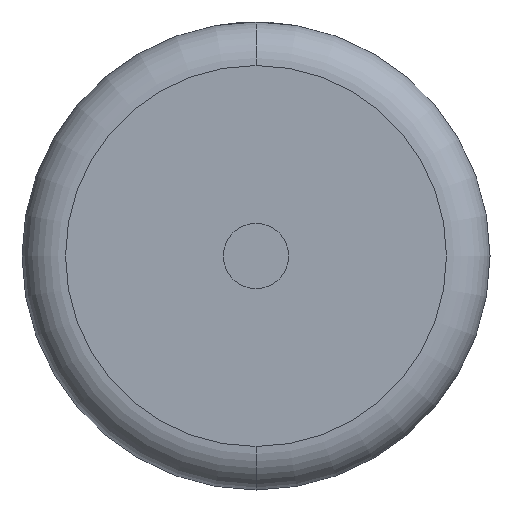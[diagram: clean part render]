
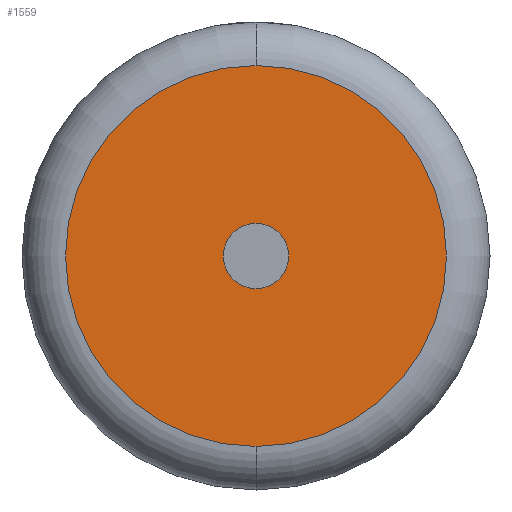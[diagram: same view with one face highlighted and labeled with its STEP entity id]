
A CAD part, front view. The second image highlights one B-rep face of the part: STEP entity #1559.
In plain terms, the highlighted planar face has unit normal (0, -1, 0).
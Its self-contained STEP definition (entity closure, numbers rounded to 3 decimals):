
#210 = CIRCLE ( 'NONE', #2535, 35.002 ) ;
#262 = EDGE_CURVE ( 'NONE', #3497, #2746, #2361, .T. ) ;
#398 = EDGE_CURVE ( 'NONE', #4911, #1183, #3572, .T. ) ;
#545 = CARTESIAN_POINT ( 'NONE',  ( 0., 0., 0. ) ) ;
#704 = ORIENTED_EDGE ( 'NONE', *, *, #262, .T. ) ;
#944 = ORIENTED_EDGE ( 'NONE', *, *, #1365, .T. ) ;
#1183 = VERTEX_POINT ( 'NONE', #4268 ) ;
#1365 = EDGE_CURVE ( 'NONE', #2746, #3497, #210, .T. ) ;
#1393 = CARTESIAN_POINT ( 'NONE',  ( 0., 0., -35.002 ) ) ;
#1442 = CIRCLE ( 'NONE', #4234, 6. ) ;
#1444 = CARTESIAN_POINT ( 'NONE',  ( 0., 0., 0. ) ) ;
#1559 = ADVANCED_FACE ( 'NONE', ( #1759, #4381 ), #4759, .F. ) ;
#1648 = DIRECTION ( 'NONE',  ( 0., -1., 0. ) ) ;
#1759 = FACE_OUTER_BOUND ( 'NONE', #3724, .T. ) ;
#1907 = CARTESIAN_POINT ( 'NONE',  ( 0., 0., 0. ) ) ;
#2019 = ORIENTED_EDGE ( 'NONE', *, *, #398, .F. ) ;
#2190 = DIRECTION ( 'NONE',  ( 0., -1., 0. ) ) ;
#2361 = CIRCLE ( 'NONE', #2765, 35.002 ) ;
#2535 = AXIS2_PLACEMENT_3D ( 'NONE', #1444, #3691, #3311 ) ;
#2746 = VERTEX_POINT ( 'NONE', #1393 ) ;
#2765 = AXIS2_PLACEMENT_3D ( 'NONE', #4791, #2190, #3263 ) ;
#2936 = CARTESIAN_POINT ( 'NONE',  ( 0., 0., -6. ) ) ;
#3252 = EDGE_CURVE ( 'NONE', #1183, #4911, #1442, .T. ) ;
#3263 = DIRECTION ( 'NONE',  ( 0., 0., 1. ) ) ;
#3311 = DIRECTION ( 'NONE',  ( 0., 0., 1. ) ) ;
#3332 = AXIS2_PLACEMENT_3D ( 'NONE', #545, #1648, #4694 ) ;
#3401 = EDGE_LOOP ( 'NONE', ( #4067, #2019 ) ) ;
#3497 = VERTEX_POINT ( 'NONE', #3699 ) ;
#3504 = DIRECTION ( 'NONE',  ( 0., 0., 1. ) ) ;
#3572 = CIRCLE ( 'NONE', #3332, 6. ) ;
#3691 = DIRECTION ( 'NONE',  ( 0., -1., 0. ) ) ;
#3699 = CARTESIAN_POINT ( 'NONE',  ( 0., 0., 35.002 ) ) ;
#3724 = EDGE_LOOP ( 'NONE', ( #704, #944 ) ) ;
#3760 = AXIS2_PLACEMENT_3D ( 'NONE', #4850, #3837, #4206 ) ;
#3837 = DIRECTION ( 'NONE',  ( 0., 1., 0. ) ) ;
#4067 = ORIENTED_EDGE ( 'NONE', *, *, #3252, .F. ) ;
#4206 = DIRECTION ( 'NONE',  ( 0., 0., 1. ) ) ;
#4234 = AXIS2_PLACEMENT_3D ( 'NONE', #1907, #4562, #3504 ) ;
#4268 = CARTESIAN_POINT ( 'NONE',  ( 0., 0., 6. ) ) ;
#4381 = FACE_BOUND ( 'NONE', #3401, .T. ) ;
#4562 = DIRECTION ( 'NONE',  ( 0., -1., 0. ) ) ;
#4694 = DIRECTION ( 'NONE',  ( 0., 0., 1. ) ) ;
#4759 = PLANE ( 'NONE',  #3760 ) ;
#4791 = CARTESIAN_POINT ( 'NONE',  ( 0., 0., 0. ) ) ;
#4850 = CARTESIAN_POINT ( 'NONE',  ( 0., 0., 0. ) ) ;
#4911 = VERTEX_POINT ( 'NONE', #2936 ) ;
